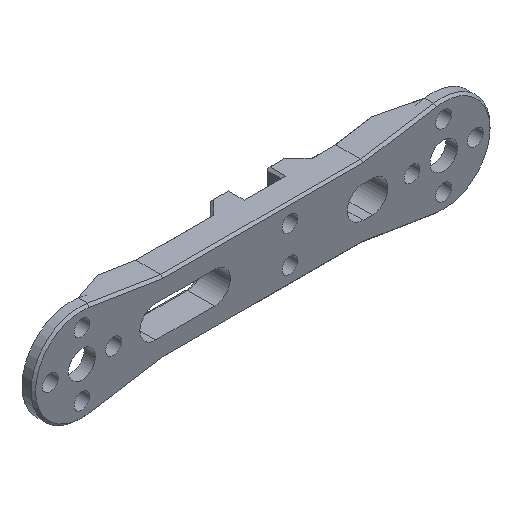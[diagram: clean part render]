
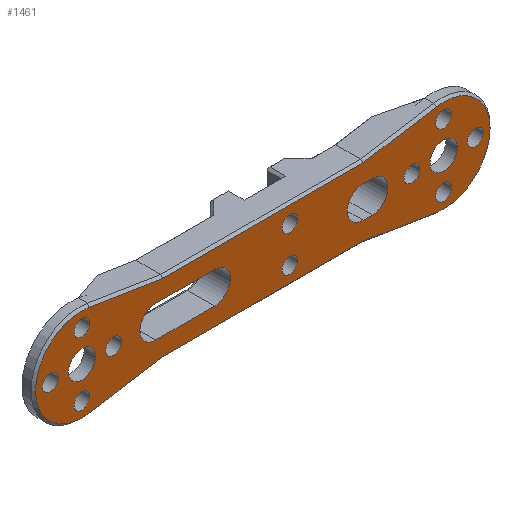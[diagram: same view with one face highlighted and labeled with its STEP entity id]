
A CAD part, isometric view. The second image highlights one B-rep face of the part: STEP entity #1461.
In plain terms, the highlighted planar face has unit normal (0, -1, 0).
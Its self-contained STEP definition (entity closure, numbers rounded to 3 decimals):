
#23=FACE_BOUND('',#228,.T.);
#24=FACE_BOUND('',#229,.T.);
#25=FACE_BOUND('',#230,.T.);
#26=FACE_BOUND('',#231,.T.);
#27=FACE_BOUND('',#232,.T.);
#28=FACE_BOUND('',#233,.T.);
#29=FACE_BOUND('',#234,.T.);
#30=FACE_BOUND('',#235,.T.);
#31=FACE_BOUND('',#236,.T.);
#32=FACE_BOUND('',#237,.T.);
#33=FACE_BOUND('',#238,.T.);
#34=FACE_BOUND('',#239,.T.);
#35=FACE_BOUND('',#240,.T.);
#36=FACE_BOUND('',#241,.T.);
#75=CIRCLE('',#1553,10.25);
#78=CIRCLE('',#1559,10.25);
#80=CIRCLE('',#1567,3.);
#81=CIRCLE('',#1568,1.75);
#82=CIRCLE('',#1569,1.75);
#83=CIRCLE('',#1570,1.75);
#84=CIRCLE('',#1571,1.75);
#85=CIRCLE('',#1572,3.);
#86=CIRCLE('',#1573,1.75);
#87=CIRCLE('',#1574,1.75);
#88=CIRCLE('',#1575,1.75);
#89=CIRCLE('',#1576,1.75);
#90=CIRCLE('',#1577,1.75);
#91=CIRCLE('',#1578,1.75);
#92=CIRCLE('',#1579,3.5);
#93=CIRCLE('',#1580,3.5);
#94=CIRCLE('',#1581,3.5);
#95=CIRCLE('',#1582,3.5);
#141=FACE_OUTER_BOUND('',#227,.T.);
#227=EDGE_LOOP('',(#1031,#1032,#1033,#1034,#1035,#1036,#1037,#1038));
#228=EDGE_LOOP('',(#1039));
#229=EDGE_LOOP('',(#1040));
#230=EDGE_LOOP('',(#1041));
#231=EDGE_LOOP('',(#1042));
#232=EDGE_LOOP('',(#1043));
#233=EDGE_LOOP('',(#1044));
#234=EDGE_LOOP('',(#1045));
#235=EDGE_LOOP('',(#1046));
#236=EDGE_LOOP('',(#1047));
#237=EDGE_LOOP('',(#1048));
#238=EDGE_LOOP('',(#1049));
#239=EDGE_LOOP('',(#1050));
#240=EDGE_LOOP('',(#1051,#1052,#1053,#1054));
#241=EDGE_LOOP('',(#1055,#1056,#1057,#1058));
#331=LINE('',#2139,#485);
#335=LINE('',#2148,#489);
#339=LINE('',#2155,#493);
#341=LINE('',#2163,#495);
#343=LINE('',#2167,#497);
#348=LINE('',#2179,#502);
#367=LINE('',#2245,#521);
#368=LINE('',#2249,#522);
#369=LINE('',#2253,#523);
#370=LINE('',#2257,#524);
#485=VECTOR('',#1697,10.);
#489=VECTOR('',#1703,10.);
#493=VECTOR('',#1709,10.);
#495=VECTOR('',#1719,10.);
#497=VECTOR('',#1723,10.);
#502=VECTOR('',#1736,10.);
#521=VECTOR('',#1791,10.);
#522=VECTOR('',#1794,10.);
#523=VECTOR('',#1797,10.);
#524=VECTOR('',#1800,10.);
#639=VERTEX_POINT('',#2136);
#640=VERTEX_POINT('',#2138);
#643=VERTEX_POINT('',#2145);
#644=VERTEX_POINT('',#2147);
#646=VERTEX_POINT('',#2153);
#648=VERTEX_POINT('',#2158);
#649=VERTEX_POINT('',#2166);
#651=VERTEX_POINT('',#2172);
#668=VERTEX_POINT('',#2219);
#669=VERTEX_POINT('',#2221);
#670=VERTEX_POINT('',#2223);
#671=VERTEX_POINT('',#2225);
#672=VERTEX_POINT('',#2227);
#673=VERTEX_POINT('',#2229);
#674=VERTEX_POINT('',#2231);
#675=VERTEX_POINT('',#2233);
#676=VERTEX_POINT('',#2235);
#677=VERTEX_POINT('',#2237);
#678=VERTEX_POINT('',#2239);
#679=VERTEX_POINT('',#2241);
#680=VERTEX_POINT('',#2243);
#681=VERTEX_POINT('',#2244);
#682=VERTEX_POINT('',#2246);
#683=VERTEX_POINT('',#2248);
#684=VERTEX_POINT('',#2251);
#685=VERTEX_POINT('',#2252);
#686=VERTEX_POINT('',#2254);
#687=VERTEX_POINT('',#2256);
#765=EDGE_CURVE('',#639,#640,#331,.T.);
#769=EDGE_CURVE('',#643,#644,#335,.T.);
#773=EDGE_CURVE('',#646,#643,#339,.T.);
#775=EDGE_CURVE('',#648,#646,#75,.T.);
#777=EDGE_CURVE('',#640,#648,#341,.T.);
#779=EDGE_CURVE('',#644,#649,#343,.T.);
#784=EDGE_CURVE('',#649,#651,#78,.T.);
#786=EDGE_CURVE('',#651,#639,#348,.T.);
#806=EDGE_CURVE('',#668,#668,#80,.T.);
#807=EDGE_CURVE('',#669,#669,#81,.T.);
#808=EDGE_CURVE('',#670,#670,#82,.T.);
#809=EDGE_CURVE('',#671,#671,#83,.T.);
#810=EDGE_CURVE('',#672,#672,#84,.T.);
#811=EDGE_CURVE('',#673,#673,#85,.T.);
#812=EDGE_CURVE('',#674,#674,#86,.T.);
#813=EDGE_CURVE('',#675,#675,#87,.T.);
#814=EDGE_CURVE('',#676,#676,#88,.T.);
#815=EDGE_CURVE('',#677,#677,#89,.T.);
#816=EDGE_CURVE('',#678,#678,#90,.T.);
#817=EDGE_CURVE('',#679,#679,#91,.T.);
#818=EDGE_CURVE('',#680,#681,#367,.T.);
#819=EDGE_CURVE('',#681,#682,#92,.T.);
#820=EDGE_CURVE('',#682,#683,#368,.T.);
#821=EDGE_CURVE('',#683,#680,#93,.T.);
#822=EDGE_CURVE('',#684,#685,#369,.T.);
#823=EDGE_CURVE('',#685,#686,#94,.T.);
#824=EDGE_CURVE('',#686,#687,#370,.T.);
#825=EDGE_CURVE('',#687,#684,#95,.T.);
#1031=ORIENTED_EDGE('',*,*,#769,.F.);
#1032=ORIENTED_EDGE('',*,*,#773,.F.);
#1033=ORIENTED_EDGE('',*,*,#775,.F.);
#1034=ORIENTED_EDGE('',*,*,#777,.F.);
#1035=ORIENTED_EDGE('',*,*,#765,.F.);
#1036=ORIENTED_EDGE('',*,*,#786,.F.);
#1037=ORIENTED_EDGE('',*,*,#784,.F.);
#1038=ORIENTED_EDGE('',*,*,#779,.F.);
#1039=ORIENTED_EDGE('',*,*,#806,.T.);
#1040=ORIENTED_EDGE('',*,*,#807,.T.);
#1041=ORIENTED_EDGE('',*,*,#808,.T.);
#1042=ORIENTED_EDGE('',*,*,#809,.T.);
#1043=ORIENTED_EDGE('',*,*,#810,.T.);
#1044=ORIENTED_EDGE('',*,*,#811,.T.);
#1045=ORIENTED_EDGE('',*,*,#812,.T.);
#1046=ORIENTED_EDGE('',*,*,#813,.T.);
#1047=ORIENTED_EDGE('',*,*,#814,.T.);
#1048=ORIENTED_EDGE('',*,*,#815,.T.);
#1049=ORIENTED_EDGE('',*,*,#816,.T.);
#1050=ORIENTED_EDGE('',*,*,#817,.T.);
#1051=ORIENTED_EDGE('',*,*,#818,.T.);
#1052=ORIENTED_EDGE('',*,*,#819,.T.);
#1053=ORIENTED_EDGE('',*,*,#820,.T.);
#1054=ORIENTED_EDGE('',*,*,#821,.T.);
#1055=ORIENTED_EDGE('',*,*,#822,.T.);
#1056=ORIENTED_EDGE('',*,*,#823,.T.);
#1057=ORIENTED_EDGE('',*,*,#824,.T.);
#1058=ORIENTED_EDGE('',*,*,#825,.T.);
#1402=PLANE('',#1566);
#1461=ADVANCED_FACE('',(#141,#23,#24,#25,#26,#27,#28,#29,#30,#31,#32,#33,
#34,#35,#36),#1402,.F.);
#1553=AXIS2_PLACEMENT_3D('',#2160,#1713,#1714);
#1559=AXIS2_PLACEMENT_3D('',#2176,#1731,#1732);
#1566=AXIS2_PLACEMENT_3D('',#2218,#1765,#1766);
#1567=AXIS2_PLACEMENT_3D('',#2220,#1767,#1768);
#1568=AXIS2_PLACEMENT_3D('',#2222,#1769,#1770);
#1569=AXIS2_PLACEMENT_3D('',#2224,#1771,#1772);
#1570=AXIS2_PLACEMENT_3D('',#2226,#1773,#1774);
#1571=AXIS2_PLACEMENT_3D('',#2228,#1775,#1776);
#1572=AXIS2_PLACEMENT_3D('',#2230,#1777,#1778);
#1573=AXIS2_PLACEMENT_3D('',#2232,#1779,#1780);
#1574=AXIS2_PLACEMENT_3D('',#2234,#1781,#1782);
#1575=AXIS2_PLACEMENT_3D('',#2236,#1783,#1784);
#1576=AXIS2_PLACEMENT_3D('',#2238,#1785,#1786);
#1577=AXIS2_PLACEMENT_3D('',#2240,#1787,#1788);
#1578=AXIS2_PLACEMENT_3D('',#2242,#1789,#1790);
#1579=AXIS2_PLACEMENT_3D('',#2247,#1792,#1793);
#1580=AXIS2_PLACEMENT_3D('',#2250,#1795,#1796);
#1581=AXIS2_PLACEMENT_3D('',#2255,#1798,#1799);
#1582=AXIS2_PLACEMENT_3D('',#2258,#1801,#1802);
#1697=DIRECTION('',(-1.,0.,0.));
#1703=DIRECTION('',(1.,0.,0.));
#1709=DIRECTION('',(0.987,0.,-0.159));
#1713=DIRECTION('center_axis',(0.,1.,0.));
#1714=DIRECTION('ref_axis',(-1.,0.,0.));
#1719=DIRECTION('',(-0.987,0.,-0.159));
#1723=DIRECTION('',(0.987,0.,0.159));
#1731=DIRECTION('center_axis',(0.,1.,0.));
#1732=DIRECTION('ref_axis',(1.,0.,0.));
#1736=DIRECTION('',(-0.987,0.,0.159));
#1765=DIRECTION('center_axis',(0.,1.,0.));
#1766=DIRECTION('ref_axis',(1.,0.,0.));
#1767=DIRECTION('center_axis',(0.,1.,0.));
#1768=DIRECTION('ref_axis',(-1.,0.,0.));
#1769=DIRECTION('center_axis',(0.,1.,0.));
#1770=DIRECTION('ref_axis',(-1.,0.,0.));
#1771=DIRECTION('center_axis',(0.,1.,0.));
#1772=DIRECTION('ref_axis',(-1.,0.,0.));
#1773=DIRECTION('center_axis',(0.,1.,0.));
#1774=DIRECTION('ref_axis',(-1.,0.,0.));
#1775=DIRECTION('center_axis',(0.,1.,0.));
#1776=DIRECTION('ref_axis',(-1.,0.,0.));
#1777=DIRECTION('center_axis',(0.,1.,0.));
#1778=DIRECTION('ref_axis',(1.,0.,0.));
#1779=DIRECTION('center_axis',(0.,1.,0.));
#1780=DIRECTION('ref_axis',(1.,0.,0.));
#1781=DIRECTION('center_axis',(0.,1.,0.));
#1782=DIRECTION('ref_axis',(1.,0.,0.));
#1783=DIRECTION('center_axis',(0.,1.,0.));
#1784=DIRECTION('ref_axis',(1.,0.,0.));
#1785=DIRECTION('center_axis',(0.,1.,0.));
#1786=DIRECTION('ref_axis',(1.,0.,0.));
#1787=DIRECTION('center_axis',(0.,1.,0.));
#1788=DIRECTION('ref_axis',(-1.,0.,0.));
#1789=DIRECTION('center_axis',(0.,1.,0.));
#1790=DIRECTION('ref_axis',(-1.,0.,0.));
#1791=DIRECTION('',(-1.,0.,0.));
#1792=DIRECTION('center_axis',(0.,1.,0.));
#1793=DIRECTION('ref_axis',(0.,0.,-1.));
#1794=DIRECTION('',(1.,0.,0.));
#1795=DIRECTION('center_axis',(0.,1.,0.));
#1796=DIRECTION('ref_axis',(0.,0.,1.));
#1797=DIRECTION('',(-1.,0.,0.));
#1798=DIRECTION('center_axis',(0.,1.,0.));
#1799=DIRECTION('ref_axis',(0.,0.,-1.));
#1800=DIRECTION('',(1.,0.,0.));
#1801=DIRECTION('center_axis',(0.,1.,0.));
#1802=DIRECTION('ref_axis',(0.,0.,1.));
#2136=CARTESIAN_POINT('',(68.139,0.,-15.5));
#2138=CARTESIAN_POINT('',(23.861,0.,-15.5));
#2139=CARTESIAN_POINT('',(69.,0.,-15.5));
#2145=CARTESIAN_POINT('',(23.861,0.,-0.5));
#2147=CARTESIAN_POINT('',(68.139,0.,-0.5));
#2148=CARTESIAN_POINT('',(23.,0.,-0.5));
#2153=CARTESIAN_POINT('',(7.633,0.,2.119));
#2155=CARTESIAN_POINT('',(27.125,0.,-1.027));
#2158=CARTESIAN_POINT('',(7.633,0.,-18.119));
#2160=CARTESIAN_POINT('Origin',(6.,0.,-8.));
#2163=CARTESIAN_POINT('',(35.22,0.,-13.667));
#2166=CARTESIAN_POINT('',(84.367,0.,2.119));
#2167=CARTESIAN_POINT('',(56.78,0.,-2.333));
#2172=CARTESIAN_POINT('',(84.367,0.,-18.119));
#2176=CARTESIAN_POINT('Origin',(86.,0.,-8.));
#2179=CARTESIAN_POINT('',(64.875,0.,-14.973));
#2218=CARTESIAN_POINT('Origin',(46.,0.,-8.));
#2219=CARTESIAN_POINT('',(9.,0.,-8.));
#2220=CARTESIAN_POINT('Origin',(6.,0.,-8.));
#2221=CARTESIAN_POINT('',(7.75,0.,-1.));
#2222=CARTESIAN_POINT('Origin',(6.,0.,-1.));
#2223=CARTESIAN_POINT('',(0.75,0.,-8.));
#2224=CARTESIAN_POINT('Origin',(-1.,0.,-8.));
#2225=CARTESIAN_POINT('',(14.75,0.,-8.));
#2226=CARTESIAN_POINT('Origin',(13.,0.,-8.));
#2227=CARTESIAN_POINT('',(7.75,0.,-15.));
#2228=CARTESIAN_POINT('Origin',(6.,0.,-15.));
#2229=CARTESIAN_POINT('',(83.,0.,-8.));
#2230=CARTESIAN_POINT('Origin',(86.,0.,-8.));
#2231=CARTESIAN_POINT('',(84.25,0.,-1.));
#2232=CARTESIAN_POINT('Origin',(86.,0.,-1.));
#2233=CARTESIAN_POINT('',(91.25,0.,-8.));
#2234=CARTESIAN_POINT('Origin',(93.,0.,-8.));
#2235=CARTESIAN_POINT('',(77.25,0.,-8.));
#2236=CARTESIAN_POINT('Origin',(79.,0.,-8.));
#2237=CARTESIAN_POINT('',(84.25,0.,-15.));
#2238=CARTESIAN_POINT('Origin',(86.,0.,-15.));
#2239=CARTESIAN_POINT('',(53.75,0.,-4.));
#2240=CARTESIAN_POINT('Origin',(52.,0.,-4.));
#2241=CARTESIAN_POINT('',(53.75,0.,-12.));
#2242=CARTESIAN_POINT('Origin',(52.,0.,-12.));
#2243=CARTESIAN_POINT('',(70.175,0.,-11.5));
#2244=CARTESIAN_POINT('',(68.175,0.,-11.5));
#2245=CARTESIAN_POINT('',(57.088,0.,-11.5));
#2246=CARTESIAN_POINT('',(68.175,0.,-4.5));
#2247=CARTESIAN_POINT('Origin',(68.175,0.,-8.));
#2248=CARTESIAN_POINT('',(70.175,0.,-4.5));
#2249=CARTESIAN_POINT('',(58.088,0.,-4.5));
#2250=CARTESIAN_POINT('Origin',(70.175,0.,-8.));
#2251=CARTESIAN_POINT('',(35.325,0.,-11.5));
#2252=CARTESIAN_POINT('',(22.325,0.,-11.5));
#2253=CARTESIAN_POINT('',(34.163,0.,-11.5));
#2254=CARTESIAN_POINT('',(22.325,0.,-4.5));
#2255=CARTESIAN_POINT('Origin',(22.325,0.,-8.));
#2256=CARTESIAN_POINT('',(35.325,0.,-4.5));
#2257=CARTESIAN_POINT('',(40.663,0.,-4.5));
#2258=CARTESIAN_POINT('Origin',(35.325,0.,-8.));
